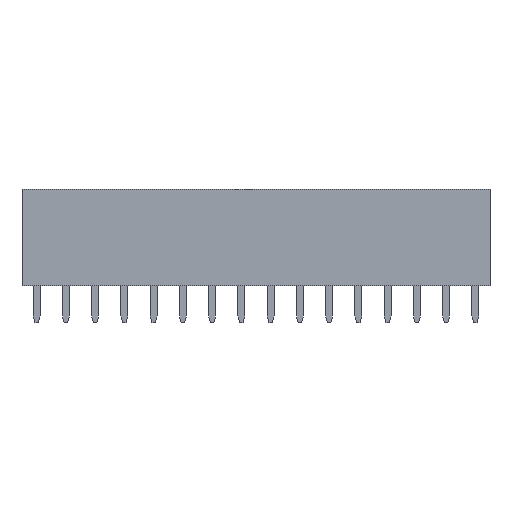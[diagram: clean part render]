
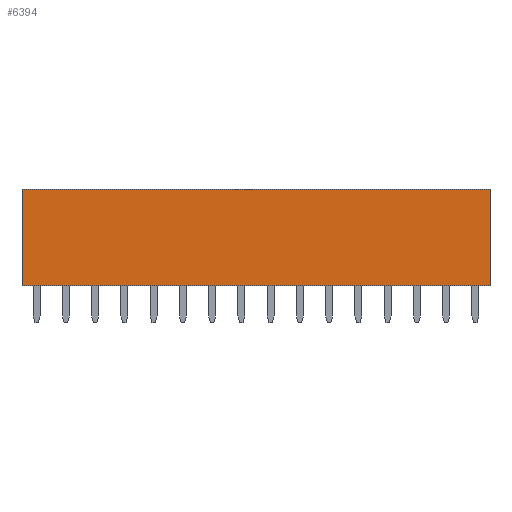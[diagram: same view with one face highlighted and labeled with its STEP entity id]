
A CAD part, top view. The second image highlights one B-rep face of the part: STEP entity #6394.
In plain terms, the highlighted planar face has unit normal (0, 0, 1).
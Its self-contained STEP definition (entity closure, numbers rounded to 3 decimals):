
#430=CARTESIAN_POINT('',(39.37,8.4,1.27));
#431=VERTEX_POINT('',#430);
#438=CARTESIAN_POINT('',(39.37,0.0,1.27));
#439=VERTEX_POINT('',#438);
#440=CARTESIAN_POINT('',(39.37,0.0,1.27));
#441=DIRECTION('',(0.0,1.0,0.0));
#442=VECTOR('',#441,8.4);
#443=LINE('',#440,#442);
#444=EDGE_CURVE('',#439,#431,#443,.T.);
#5844=CARTESIAN_POINT('',(-1.27,8.4,1.27));
#5845=VERTEX_POINT('',#5844);
#5846=CARTESIAN_POINT('',(39.37,8.4,1.27));
#5847=DIRECTION('',(-1.0,0.0,0.0));
#5848=VECTOR('',#5847,40.64);
#5849=LINE('',#5846,#5848);
#5850=EDGE_CURVE('',#431,#5845,#5849,.T.);
#6308=CARTESIAN_POINT('',(-1.27,0.0,1.27));
#6309=VERTEX_POINT('',#6308);
#6310=CARTESIAN_POINT('',(-1.27,0.0,1.27));
#6311=DIRECTION('',(1.0,0.0,0.0));
#6312=VECTOR('',#6311,40.64);
#6313=LINE('',#6310,#6312);
#6314=EDGE_CURVE('',#6309,#439,#6313,.T.);
#6378=CARTESIAN_POINT('',(1.27,0.0,1.27));
#6379=DIRECTION('',(0.0,0.0,1.0));
#6380=DIRECTION('',(1.0,0.0,0.0));
#6381=AXIS2_PLACEMENT_3D('',#6378,#6379,#6380);
#6382=PLANE('',#6381);
#6383=ORIENTED_EDGE('',*,*,#5850,.T.);
#6384=CARTESIAN_POINT('',(-1.27,0.0,1.27));
#6385=DIRECTION('',(0.0,1.0,0.0));
#6386=VECTOR('',#6385,8.4);
#6387=LINE('',#6384,#6386);
#6388=EDGE_CURVE('',#6309,#5845,#6387,.T.);
#6389=ORIENTED_EDGE('',*,*,#6388,.F.);
#6390=ORIENTED_EDGE('',*,*,#6314,.T.);
#6391=ORIENTED_EDGE('',*,*,#444,.T.);
#6392=EDGE_LOOP('',(#6383,#6389,#6390,#6391));
#6393=FACE_OUTER_BOUND('',#6392,.T.);
#6394=ADVANCED_FACE('',(#6393),#6382,.T.);
